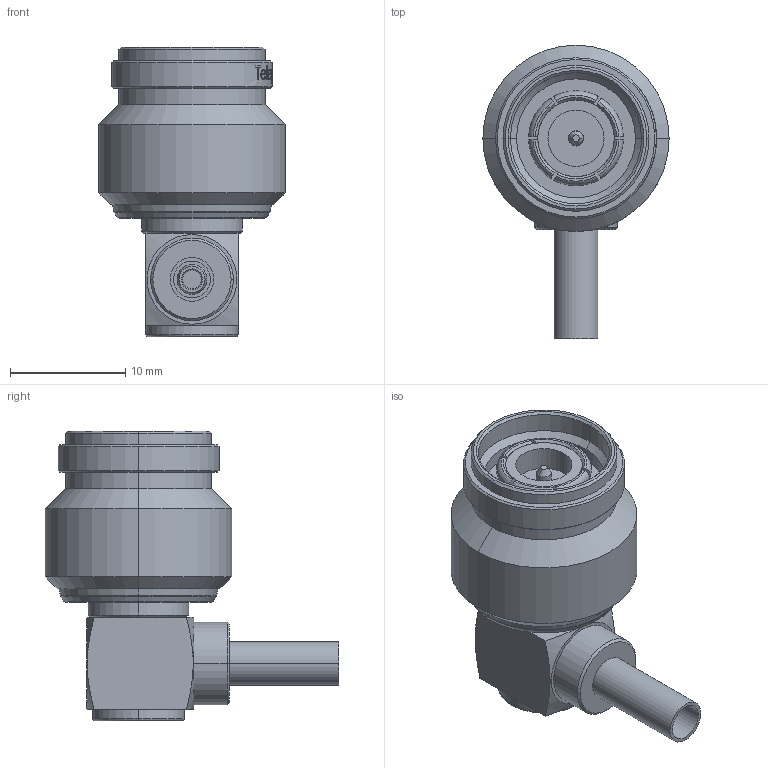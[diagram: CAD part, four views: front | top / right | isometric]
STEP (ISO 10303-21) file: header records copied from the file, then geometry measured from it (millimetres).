
FILE_DESCRIPTION (( 'STEP AP214' ), '1' );
FILE_NAME ('J01010B0012.STEP', '2018-11-21T10:10:46', ( '' ), ( '' ), 'SwSTEP 2.0', 'SolidWorks 2017', '' );
FILE_SCHEMA (( 'AUTOMOTIVE_DESIGN' ));
Length unit declared in the file: millimetre
Products named in the file (1): J01010B0012
Bounding box: 16.2 x 25.5 x 25.2 mm (x, y, z)
Volume: 3194.5 mm3; surface area: 1974.2 mm2
Topology: 1 solids, 1 shells, 304 faces, 751 edges, 484 vertices
Faces by surface type: plane 101, bspline 83, cylinder 62, cone 48, torus 10
Entity records: 17861 total; most frequent: CARTESIAN_POINT 8020, ORIENTED_EDGE 1502, DIRECTION 1096, EDGE_CURVE 751, VERTEX_POINT 484, AXIS2_PLACEMENT_3D 430, EDGE_LOOP 339, B_SPLINE_CURVE_WITH_KNOTS 307
